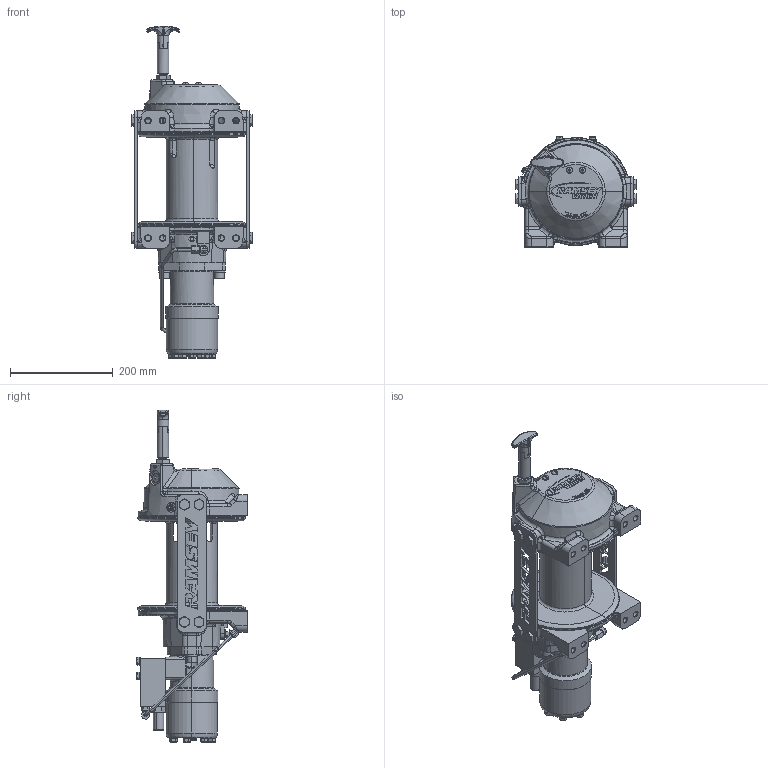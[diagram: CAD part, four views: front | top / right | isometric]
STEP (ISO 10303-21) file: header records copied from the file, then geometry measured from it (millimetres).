
FILE_DESCRIPTION (( 'STEP AP214' ), '1' );
FILE_NAME ('HD-P 34,9Y (123936).STEP', '2015-02-05T15:57:25', ( 'ramseywinch' ), ( '' ), 'SwSTEP 2.0', 'SolidWorks 2013', '' );
FILE_SCHEMA (( 'AUTOMOTIVE_DESIGN' ));
Length unit declared in the file: inch
Products named in the file (1): HD-P 34,9Y (123936)
Bounding box: 236.52 x 214.93 x 646.02 mm (x, y, z)
Surface area: 547324.9 mm2 (no closed solid volume)
Topology: 0 solids, 63 shells, 1568 faces, 4291 edges, 2706 vertices
Faces by surface type: plane 701, cylinder 329, cone 237, bspline 177, torus 105, sphere 19
Entity records: 82621 total; most frequent: CARTESIAN_POINT 24376, ORIENTED_EDGE 7673, DIRECTION 7639, EDGE_CURVE 4281, AXIS2_PLACEMENT_3D 2744, VERTEX_POINT 2706, LINE 2151, VECTOR 2151
